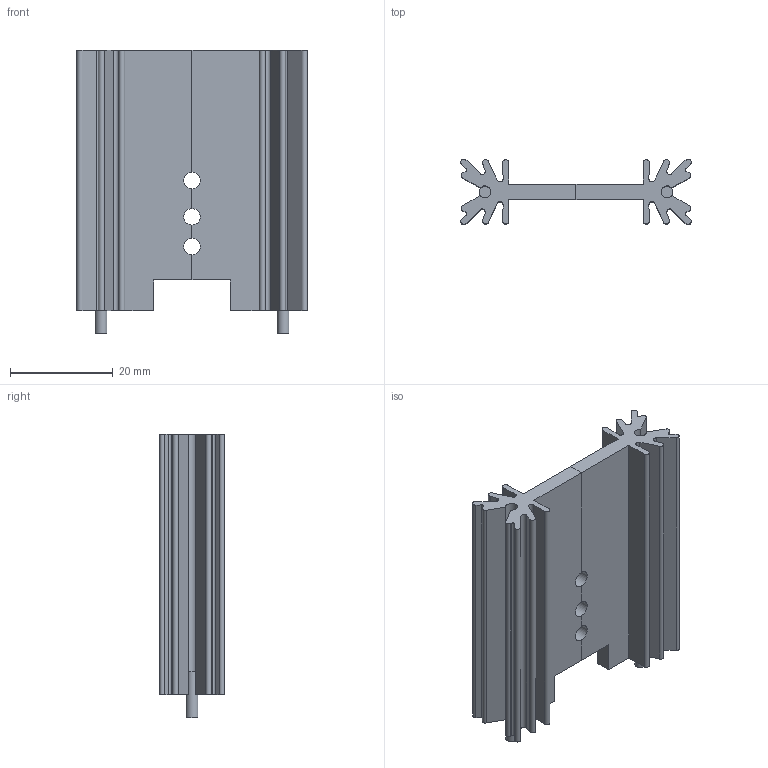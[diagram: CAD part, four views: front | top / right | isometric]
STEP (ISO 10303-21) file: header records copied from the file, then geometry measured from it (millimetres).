
FILE_DESCRIPTION(('FreeCAD Model'),'2;1');
FILE_NAME('SK409_50,8_STS.step', '2018-06-05T12:13:24',('kicad StepUp'),('ksu MCAD'), 'Open CASCADE STEP processor 7.2','FreeCAD','Unknown');
FILE_SCHEMA(('AUTOMOTIVE_DESIGN_CC2 { 1 2 10303 214 -1 1 5 4 }'));
Length unit declared in the file: millimetre
Products named in the file (1): SK409_50,8_STS001
Bounding box: 44.93 x 12.72 x 55.3 mm (x, y, z)
Volume: 10589.1 mm3; surface area: 10449 mm2
Topology: 3 solids, 3 shells, 82 faces, 244 edges, 162 vertices
Faces by surface type: plane 47, cylinder 35
Full cylindrical faces by diameter (mm): 2.3 x2, 3.2 x3
Entity records: 3369 total; most frequent: DIRECTION 492, CARTESIAN_POINT 489, ORIENTED_EDGE 488, EDGE_CURVE 244, AXIS2_PLACEMENT_3D 165, VERTEX_POINT 162, LINE 162, VECTOR 162
